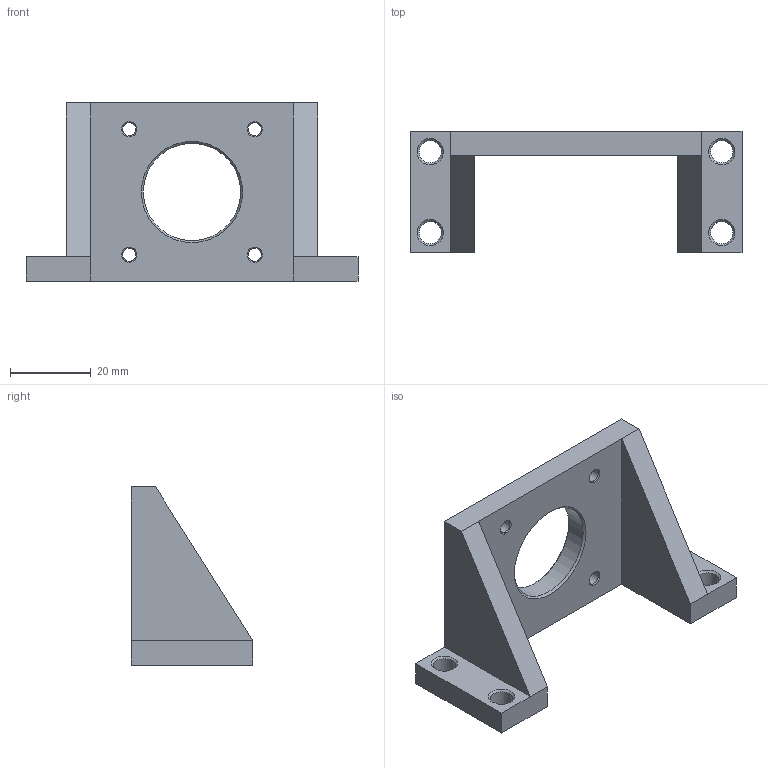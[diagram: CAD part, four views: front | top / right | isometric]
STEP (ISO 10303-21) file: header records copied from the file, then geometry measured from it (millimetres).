
FILE_DESCRIPTION(('FreeCAD Model'),'2;1');
FILE_NAME('x-motor-mount.step', '2015-10-25T17:40:42',('Author'),(''), 'Open CASCADE STEP processor 6.8','FreeCAD','Unknown');
FILE_SCHEMA(('AUTOMOTIVE_DESIGN_CC2 { 1 2 10303 214 -1 1 5 4 }'));
Length unit declared in the file: millimetre
Products named in the file (1): x-motor-mount
Bounding box: 82 x 30 x 44 mm (x, y, z)
Volume: 23653.4 mm3; surface area: 10816.5 mm2
Topology: 1 solids, 1 shells, 39 faces, 93 edges, 56 vertices
Faces by surface type: plane 16, cone 14, cylinder 9
Full cylindrical faces by diameter (mm): 3.25 x4, 5.5 x4, 24 x1
Entity records: 2364 total; most frequent: CARTESIAN_POINT 473, DIRECTION 338, ORIENTED_EDGE 186, PCURVE 186, DEFINITIONAL_REPRESENTATION 186, LINE 185, VECTOR 185, EDGE_CURVE 93
